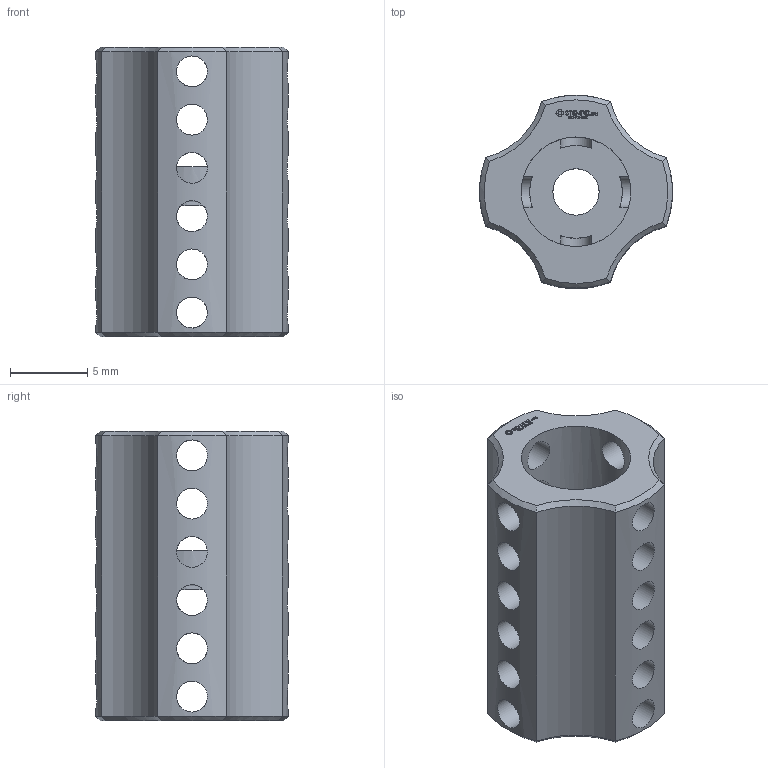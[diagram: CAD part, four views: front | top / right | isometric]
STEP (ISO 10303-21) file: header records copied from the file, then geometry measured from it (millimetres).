
FILE_DESCRIPTION(('FreeCAD Model'),'2;1');
FILE_NAME('Open CASCADE Shape Model','2024-02-18T14:16:28',(''),(''), 'Open CASCADE STEP processor 7.6','FreeCAD','Unknown');
FILE_SCHEMA(('AUTOMOTIVE_DESIGN { 1 0 10303 214 1 1 1 1 }'));
Length unit declared in the file: millimetre
Products named in the file (1): Power-Transmission Hub PLN IDX FRE TTMotor BU01.50 - SPN-PTH-0241 
(stemfie.org)
Bounding box: 12.5 x 12.5 x 18.75 mm (x, y, z)
Volume: 1216.9 mm3; surface area: 1611.6 mm2
Topology: 1 solids, 1 shells, 504 faces, 1446 edges, 962 vertices
Faces by surface type: plane 330, extrusion 108, cylinder 44, cone 22
Full cylindrical faces by diameter (mm): 2 x24, 3 x1, 7.1 x1
Entity records: 45125 total; most frequent: CARTESIAN_POINT 17338, DIRECTION 4566, VECTOR 3548, LINE 3440, ORIENTED_EDGE 2892, PCURVE 2892, DEFINITIONAL_REPRESENTATION 2892, EDGE_CURVE 1446
